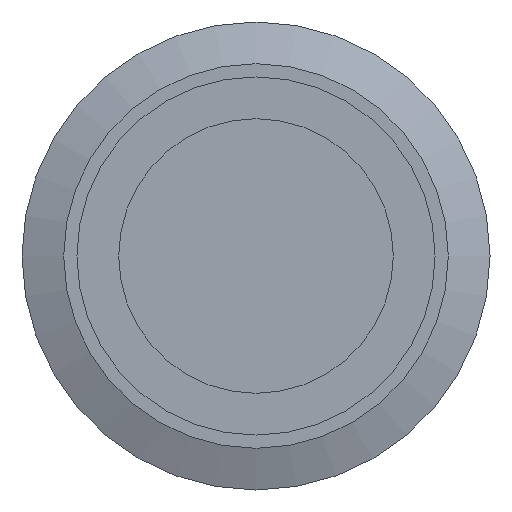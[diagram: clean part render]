
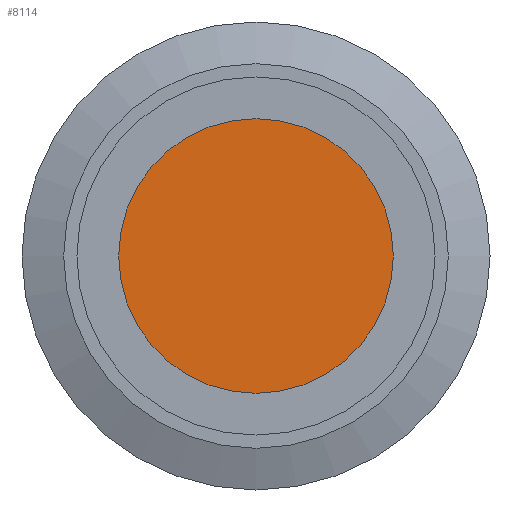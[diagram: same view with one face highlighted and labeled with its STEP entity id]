
A CAD part, left-side view. The second image highlights one B-rep face of the part: STEP entity #8114.
In plain terms, the highlighted planar face has unit normal (-1, 0, 0).
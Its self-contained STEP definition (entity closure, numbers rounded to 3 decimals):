
#470=CIRCLE('',#8809,13.5);
#895=FACE_OUTER_BOUND('',#1379,.T.);
#1379=EDGE_LOOP('',(#7165));
#3836=VERTEX_POINT('',#13286);
#4942=EDGE_CURVE('',#3836,#3836,#470,.T.);
#7165=ORIENTED_EDGE('',*,*,#4942,.F.);
#7662=PLANE('',#8844);
#8114=ADVANCED_FACE('',(#895),#7662,.F.);
#8809=AXIS2_PLACEMENT_3D('',#13287,#10939,#10940);
#8844=AXIS2_PLACEMENT_3D('',#13351,#11017,#11018);
#10939=DIRECTION('center_axis',(1.,0.,0.));
#10940=DIRECTION('ref_axis',(0.,0.,1.));
#11017=DIRECTION('center_axis',(1.,0.,0.));
#11018=DIRECTION('ref_axis',(0.,0.,1.));
#13286=CARTESIAN_POINT('',(-2.,0.,-13.5));
#13287=CARTESIAN_POINT('Origin',(-2.,0.,0.));
#13351=CARTESIAN_POINT('Origin',(-2.,0.,0.));
